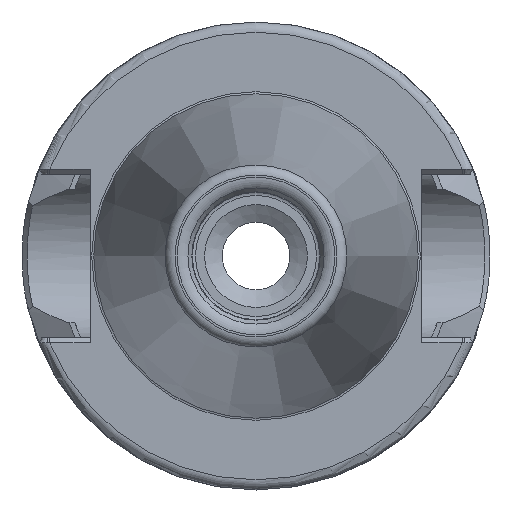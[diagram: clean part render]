
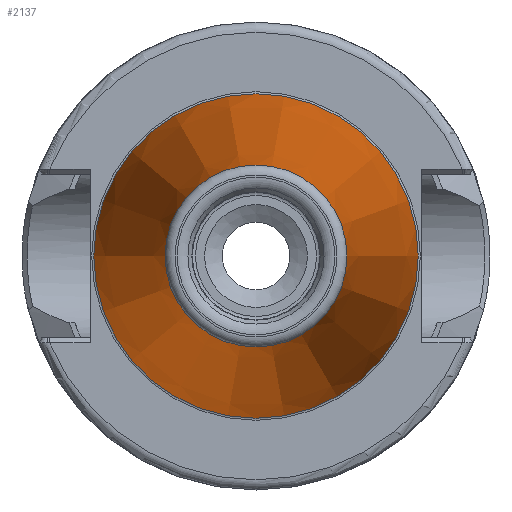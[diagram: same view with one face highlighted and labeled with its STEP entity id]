
A CAD part, left-side view. The second image highlights one B-rep face of the part: STEP entity #2137.
In plain terms, the highlighted conical face has half-angle 8.297 degrees and reference radius 12.445 mm.
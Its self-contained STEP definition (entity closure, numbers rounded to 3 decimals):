
#98=CONICAL_SURFACE('',#2357,12.445,0.145);
#250=FACE_OUTER_BOUND('',#370,.T.);
#370=EDGE_LOOP('',(#1752,#1753,#1754,#1755,#1756,#1757,#1758));
#490=LINE('',#4158,#585);
#585=VECTOR('',#2859,12.445);
#709=CIRCLE('',#2353,8.941);
#710=CIRCLE('',#2354,8.941);
#711=CIRCLE('',#2355,8.941);
#713=CIRCLE('',#2358,15.948);
#714=CIRCLE('',#2359,15.948);
#939=VERTEX_POINT('',#4146);
#940=VERTEX_POINT('',#4147);
#941=VERTEX_POINT('',#4149);
#942=VERTEX_POINT('',#4154);
#943=VERTEX_POINT('',#4155);
#1234=EDGE_CURVE('',#939,#940,#709,.T.);
#1235=EDGE_CURVE('',#941,#939,#710,.T.);
#1236=EDGE_CURVE('',#940,#941,#711,.T.);
#1238=EDGE_CURVE('',#942,#943,#713,.T.);
#1239=EDGE_CURVE('',#943,#942,#714,.T.);
#1240=EDGE_CURVE('',#943,#941,#490,.T.);
#1752=ORIENTED_EDGE('',*,*,#1238,.F.);
#1753=ORIENTED_EDGE('',*,*,#1239,.F.);
#1754=ORIENTED_EDGE('',*,*,#1240,.T.);
#1755=ORIENTED_EDGE('',*,*,#1235,.T.);
#1756=ORIENTED_EDGE('',*,*,#1234,.T.);
#1757=ORIENTED_EDGE('',*,*,#1236,.T.);
#1758=ORIENTED_EDGE('',*,*,#1240,.F.);
#2137=ADVANCED_FACE('',(#250),#98,.T.);
#2353=AXIS2_PLACEMENT_3D('',#4148,#2845,#2846);
#2354=AXIS2_PLACEMENT_3D('',#4150,#2847,#2848);
#2355=AXIS2_PLACEMENT_3D('',#4151,#2849,#2850);
#2357=AXIS2_PLACEMENT_3D('',#4153,#2853,#2854);
#2358=AXIS2_PLACEMENT_3D('',#4156,#2855,#2856);
#2359=AXIS2_PLACEMENT_3D('',#4157,#2857,#2858);
#2845=DIRECTION('center_axis',(1.,0.,0.));
#2846=DIRECTION('ref_axis',(0.,0.,-1.));
#2847=DIRECTION('center_axis',(1.,0.,0.));
#2848=DIRECTION('ref_axis',(0.,0.,-1.));
#2849=DIRECTION('center_axis',(1.,0.,0.));
#2850=DIRECTION('ref_axis',(0.,0.,-1.));
#2853=DIRECTION('center_axis',(1.,0.,0.));
#2854=DIRECTION('ref_axis',(0.,1.,0.));
#2855=DIRECTION('center_axis',(1.,0.,0.));
#2856=DIRECTION('ref_axis',(0.,0.,-1.));
#2857=DIRECTION('center_axis',(1.,0.,0.));
#2858=DIRECTION('ref_axis',(0.,0.,-1.));
#2859=DIRECTION('',(-0.99,0.144,0.));
#4146=CARTESIAN_POINT('',(-47.944,8.941,0.));
#4147=CARTESIAN_POINT('',(-47.944,0.,8.941));
#4148=CARTESIAN_POINT('Origin',(-47.944,0.,
0.));
#4149=CARTESIAN_POINT('',(-47.944,-8.941,0.));
#4150=CARTESIAN_POINT('Origin',(-47.944,0.,
0.));
#4151=CARTESIAN_POINT('Origin',(-47.944,0.,
0.));
#4153=CARTESIAN_POINT('Origin',(-23.922,0.,
0.));
#4154=CARTESIAN_POINT('',(0.1,15.948,0.));
#4155=CARTESIAN_POINT('',(0.1,-15.948,0.));
#4156=CARTESIAN_POINT('Origin',(0.1,0.,
0.));
#4157=CARTESIAN_POINT('Origin',(0.1,0.,
0.));
#4158=CARTESIAN_POINT('',(-23.922,-12.445,0.));
